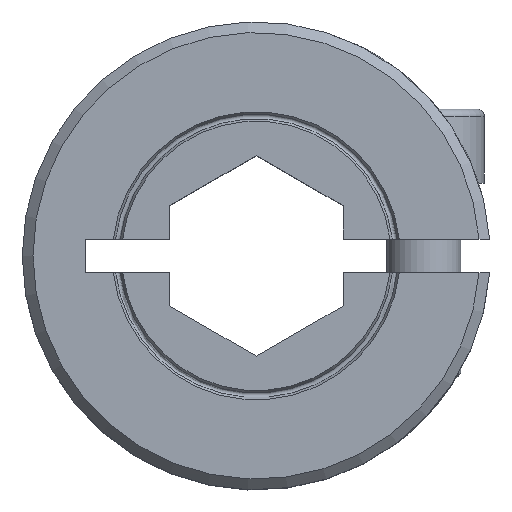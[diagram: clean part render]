
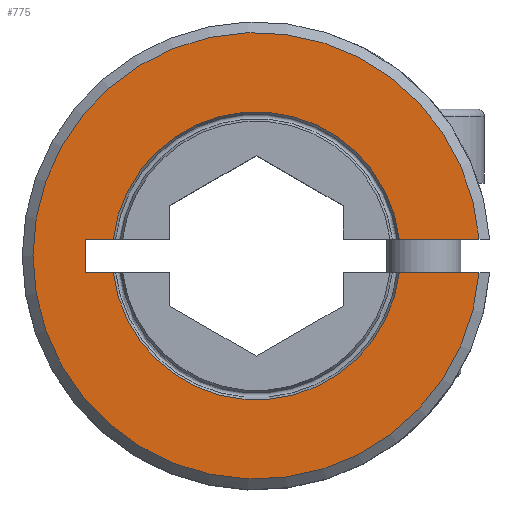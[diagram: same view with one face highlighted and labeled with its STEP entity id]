
A CAD part, top view. The second image highlights one B-rep face of the part: STEP entity #775.
In plain terms, the highlighted planar face has unit normal (0, 0, 1).
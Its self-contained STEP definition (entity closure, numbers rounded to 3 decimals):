
#72=CIRCLE('',#830,10.605);
#73=CIRCLE('',#834,6.84);
#75=CIRCLE('',#838,6.84);
#137=FACE_OUTER_BOUND('',#189,.T.);
#189=EDGE_LOOP('',(#655,#656,#657,#658,#659,#660,#661,#662));
#220=LINE('',#1087,#277);
#224=LINE('',#1127,#281);
#234=LINE('',#1197,#291);
#254=LINE('',#1272,#311);
#258=LINE('',#1377,#315);
#277=VECTOR('',#880,1.334);
#281=VECTOR('',#886,3.781);
#291=VECTOR('',#906,3.781);
#311=VECTOR('',#946,1.334);
#315=VECTOR('',#988,1.588);
#333=VERTEX_POINT('',#1084);
#334=VERTEX_POINT('',#1086);
#342=VERTEX_POINT('',#1122);
#343=VERTEX_POINT('',#1126);
#357=VERTEX_POINT('',#1192);
#358=VERTEX_POINT('',#1196);
#376=VERTEX_POINT('',#1267);
#377=VERTEX_POINT('',#1271);
#409=EDGE_CURVE('',#334,#333,#220,.T.);
#418=EDGE_CURVE('',#343,#342,#224,.T.);
#436=EDGE_CURVE('',#358,#357,#234,.T.);
#463=EDGE_CURVE('',#376,#377,#254,.T.);
#478=EDGE_CURVE('',#358,#342,#72,.T.);
#479=EDGE_CURVE('',#377,#333,#258,.T.);
#480=EDGE_CURVE('',#376,#343,#73,.T.);
#482=EDGE_CURVE('',#357,#334,#75,.T.);
#655=ORIENTED_EDGE('',*,*,#480,.T.);
#656=ORIENTED_EDGE('',*,*,#418,.T.);
#657=ORIENTED_EDGE('',*,*,#478,.F.);
#658=ORIENTED_EDGE('',*,*,#436,.T.);
#659=ORIENTED_EDGE('',*,*,#482,.T.);
#660=ORIENTED_EDGE('',*,*,#409,.T.);
#661=ORIENTED_EDGE('',*,*,#479,.F.);
#662=ORIENTED_EDGE('',*,*,#463,.F.);
#738=PLANE('',#837);
#775=ADVANCED_FACE('',(#137),#738,.T.);
#830=AXIS2_PLACEMENT_3D('',#1374,#982,#983);
#834=AXIS2_PLACEMENT_3D('',#1379,#991,#992);
#837=AXIS2_PLACEMENT_3D('',#1382,#997,#998);
#838=AXIS2_PLACEMENT_3D('',#1383,#999,#1000);
#880=DIRECTION('',(-1.,0.,0.));
#886=DIRECTION('',(1.,0.,0.));
#906=DIRECTION('',(-1.,0.,0.));
#946=DIRECTION('',(-1.,0.,0.));
#982=DIRECTION('center_axis',(0.,0.,
-1.));
#983=DIRECTION('ref_axis',(-1.,0.,0.));
#988=DIRECTION('',(0.,-1.,0.));
#991=DIRECTION('center_axis',(0.,0.,
-1.));
#992=DIRECTION('ref_axis',(-0.993,0.116,0.));
#997=DIRECTION('center_axis',(0.,0.,1.));
#998=DIRECTION('ref_axis',(1.,0.,0.));
#999=DIRECTION('center_axis',(0.,0.,
-1.));
#1000=DIRECTION('ref_axis',(0.993,-0.116,0.));
#1084=CARTESIAN_POINT('',(-8.128,-0.794,8.712));
#1086=CARTESIAN_POINT('',(-6.794,-0.794,8.712));
#1087=CARTESIAN_POINT('',(-6.794,-0.794,8.712));
#1122=CARTESIAN_POINT('',(10.575,0.794,8.712));
#1126=CARTESIAN_POINT('',(6.794,0.794,8.712));
#1127=CARTESIAN_POINT('',(6.794,0.794,8.712));
#1192=CARTESIAN_POINT('',(6.794,-0.794,8.712));
#1196=CARTESIAN_POINT('',(10.575,-0.794,8.712));
#1197=CARTESIAN_POINT('',(10.575,-0.794,8.712));
#1267=CARTESIAN_POINT('',(-6.794,0.794,8.712));
#1271=CARTESIAN_POINT('',(-8.128,0.794,8.712));
#1272=CARTESIAN_POINT('',(-6.794,0.794,8.712));
#1374=CARTESIAN_POINT('Origin',(0.,0.,
8.712));
#1377=CARTESIAN_POINT('',(-8.128,0.794,8.712));
#1379=CARTESIAN_POINT('Origin',(0.,0.,
8.712));
#1382=CARTESIAN_POINT('Origin',(-0.015,-10.732,8.712));
#1383=CARTESIAN_POINT('Origin',(0.,0.,
8.712));
